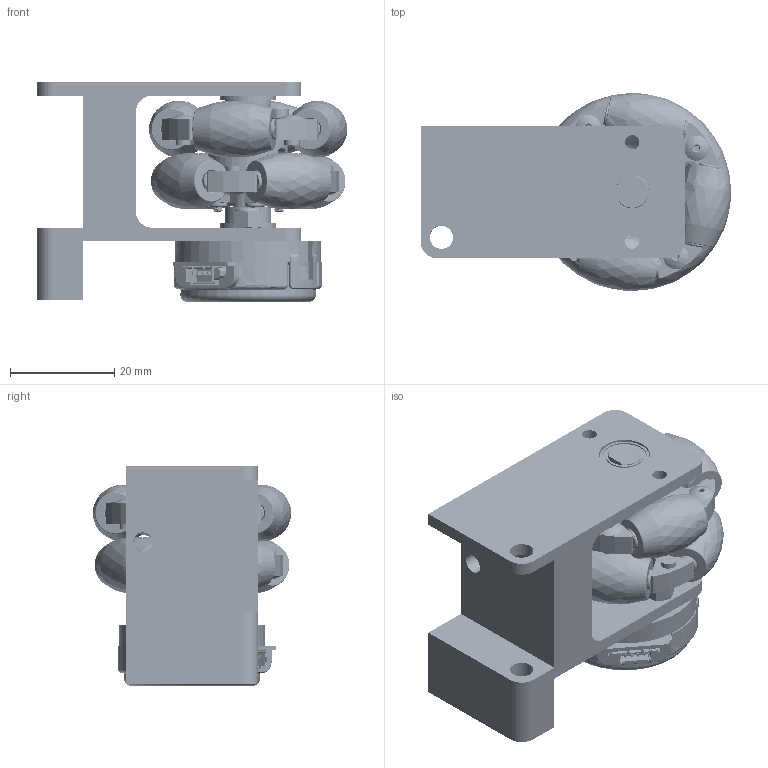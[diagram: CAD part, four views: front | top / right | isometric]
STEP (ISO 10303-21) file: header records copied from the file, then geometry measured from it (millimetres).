
FILE_DESCRIPTION(/* description */ (''),/* implementation_level */ '2;1');
FILE_NAME(/* name */ 'OdometryAssembly.stp',/* time_stamp */ '2019-09-05T19:35:57-04:00',/* author */ ('ishaa'),/* organization */ (''),/* preprocessor_version */ 'ST-DEVELOPER v18',/* originating_system */ 'Autodesk Inventor 2020',/* authorisation */ '');
FILE_SCHEMA (('AUTOMOTIVE_DESIGN { 1 0 10303 214 3 1 1 }'));
Products named in the file (19): OdometryAssembly; Odometry Holder; E8T-X-236-S-D-M-X; 535042.STEP; 14166; 1; 1.5´ç90¶ÈÂÖ¹Ì¶¨
°å; 1.5´ç90¶ÈÂÖ¹Ì¶¨
±ßÆ¬; 1.5´ç90¶ÈÂÖÐ¡ÂÖ
Öá; 1.5´ç90¶ÈÂÖÈü¸Ö
Ì×; 1.5´ç90¶È»¡ÐÎÂÖ; ·ÀËÉÂÝÄ¸M2; Ã­¶¤2X4; omniWheelInsert; 91292A031_TYPE 18-8 SS SOCKET HEAD CAP SCREW; 90576A161_MEDIUM-STRENGTH STEEL NYLON-INSERT LOCKNUT; spacerBigOdometry; spacerSmallOdometry; 634064.STEP
Assembly tree (48 placements, depth 4):
  OdometryAssembly
    Odometry Holder
    E8T-X-236-S-D-M-X
    535042.STEP  x2
    14166
      1  x2
        1.5´ç90¶ÈÂÖ¹Ì¶¨
°å
        1.5´ç90¶ÈÂÖ¹Ì¶¨
±ßÆ¬
        1.5´ç90¶ÈÂÖÐ¡ÂÖ
Öá
        1.5´ç90¶È»¡ÐÎÂÖ
        1.5´ç90¶ÈÂÖÈü¸Ö
Ì×
      ·ÀËÉÂÝÄ¸M2  x4
      Ã­¶¤2X4  x8
      omniWheelInsert
      91292A031_TYPE 18-8 SS SOCKET HEAD CAP SCREW  x4
    90576A161_MEDIUM-STRENGTH STEEL NYLON-INSERT LOCKNUT  x2
    spacerBigOdometry
    spacerSmallOdometry
    634064.STEP
Bounding box: 59.69 x 38.09 x 42.16 mm (x, y, z)
Volume: 33632.1 mm3; surface area: 33705 mm2
Topology: 72 solids, 72 shells, 1957 faces, 5458 edges, 3722 vertices
Faces by surface type: cylinder 872, plane 729, cone 228, bspline 58, torus 56, sphere 14
Full cylindrical faces by diameter (mm): 1 x8, 1.48 x156, 1.587 x1, 1.915 x20, 2 x192, 2.09 x2, 2.1 x8, 2.144 x12, 2.2 x24, 2.5 x54, 2.6 x4, 2.794 x4, 2.912 x2, 3 x9, 3.175 x4, 3.75 x4, 3.8 x4, 3.81 x1, 4 x32, 4.5 x2, 4.8 x8, 5 x2, 5.999 x1, 6.096 x2, 6.35 x2, 6.858 x2, 7.239 x4, 7.62 x1, 8 x6, 8.585 x4
Entity records: 46012 total; most frequent: CARTESIAN_POINT 19346, ORIENTED_EDGE 5524, DIRECTION 5216, EDGE_CURVE 2762, AXIS2_PLACEMENT_3D 1890, VERTEX_POINT 1840, LINE 1436, VECTOR 1436
